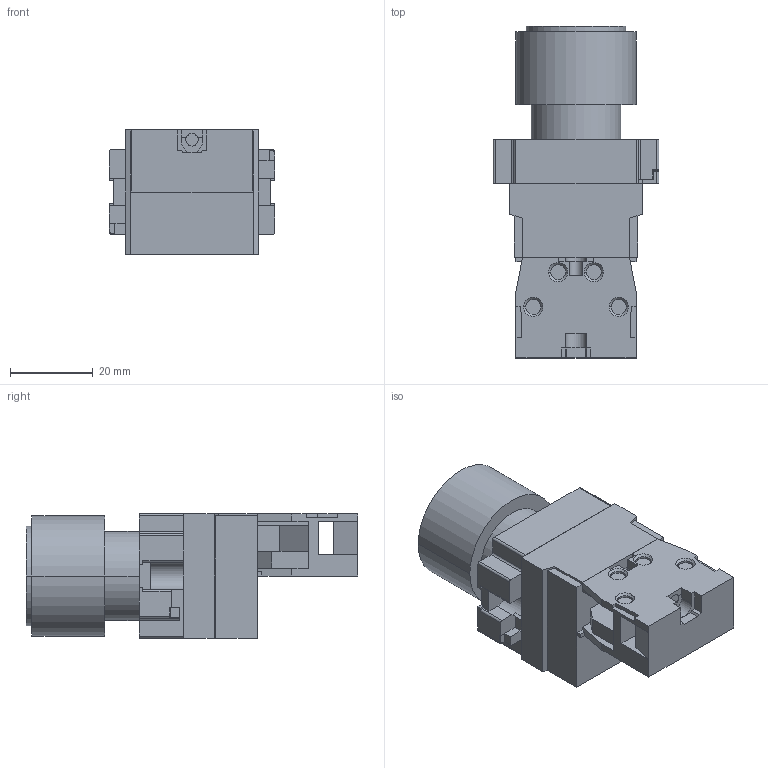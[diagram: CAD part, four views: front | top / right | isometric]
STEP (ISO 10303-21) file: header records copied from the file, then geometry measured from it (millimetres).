
FILE_DESCRIPTION((''),'2;1');
FILE_NAME('CDLA6H-BW3_ASM','2024-03-12T',('sipei.wu'),(''),'PRO/ENGINEER BY PARAMETRIC TECHNOLOGY CORPORATION, 2015440','PRO/ENGINEER BY PARAMETRIC TECHNOLOGY CORPORATION, 2015440','');
FILE_SCHEMA(('CONFIG_CONTROL_DESIGN'));
Length unit declared in the file: millimetre
Products named in the file (6): CDLA6H-BW3_ASM_1_ASM; JIZUO_1; PRT0001; ANNIU_2; DIZUO_1; CDLA6H-BW3_ASM
Assembly tree (5 placements, depth 2):
  CDLA6H-BW3_ASM
    CDLA6H-BW3_ASM_1_ASM
    JIZUO_1
    PRT0001
    ANNIU_2
    DIZUO_1
Bounding box: 40 x 80.1 x 30 mm (x, y, z)
Volume: 49154.3 mm3; surface area: 16016.3 mm2
Topology: 4 solids, 4 shells, 202 faces, 564 edges, 372 vertices
Faces by surface type: plane 146, cylinder 46, cone 8, torus 2
Entity records: 6628 total; most frequent: CARTESIAN_POINT 1163, ORIENTED_EDGE 1128, DIRECTION 1107, EDGE_CURVE 564, VECTOR 443, LINE 443, VERTEX_POINT 372, AXIS2_PLACEMENT_3D 332
